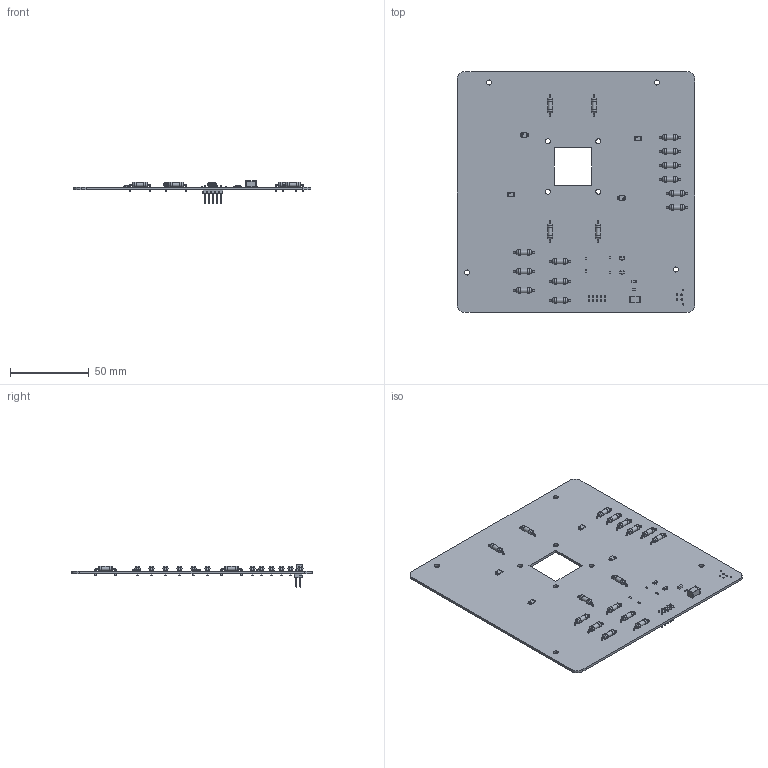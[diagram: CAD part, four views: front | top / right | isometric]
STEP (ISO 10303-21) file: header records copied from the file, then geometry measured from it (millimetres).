
FILE_DESCRIPTION(('KiCad electronic assembly'),'2;1');
FILE_NAME('LED_board.step','2019-04-17T22:02:20',('An Author'),( 'A Company'),'Open CASCADE STEP processor 6.9', 'KiCad to STEP converter','Unknown');
FILE_SCHEMA(('AUTOMOTIVE_DESIGN { 1 0 10303 214 1 1 1 1 }'));
Length unit declared in the file: millimetre
Products named in the file (18): Open CASCADE STEP translator 6.9 1; MSOP-8_3x3mm_P0.65mm; SOLID; C_0603_1608Metric; C_1206_3216Metric; R_0603_1608Metric; SOT-23; L_2816_7142Metric; PinHeader_2x05_P2.54mm_Vertical; R_Axial_DIN0309_L9.0mm_D3.2mm_P12.70mm_Horizontal; COMPOUND
Assembly tree (39 placements, depth 3):
  Open CASCADE STEP translator 6.9 1
    MSOP-8_3x3mm_P0.65mm  x4
      SOLID
    C_0603_1608Metric
      SOLID
    C_1206_3216Metric
      SOLID
    R_0603_1608Metric  x4
      SOLID
    SOT-23  x2
      SOLID
    L_2816_7142Metric
      SOLID
    PinHeader_2x05_P2.54mm_Vertical
      SOLID
    R_Axial_DIN0309_L9.0mm_D3.2mm_P12.70mm_Horizontal  x16
      SOLID
    COMPOUND
Bounding box: 151.13 x 153.03 x 14.24 mm (x, y, z)
Volume: 37332 mm3; surface area: 49122 mm2
Topology: 31 solids, 31 shells, 1523 faces, 3601 edges, 2234 vertices
Faces by surface type: plane 881, cylinder 396, bspline 182, torus 64
Full cylindrical faces by diameter (mm): 0.5 x4, 0.7 x64, 0.8 x32, 1 x16, 2.88 x16, 3.2 x40
Entity records: 44796 total; most frequent: CARTESIAN_POINT 7711, DIRECTION 6104, LINE 4002, VECTOR 4002, ORIENTED_EDGE 3206, PCURVE 3206, DEFINITIONAL_REPRESENTATION 3206, EDGE_CURVE 1603
